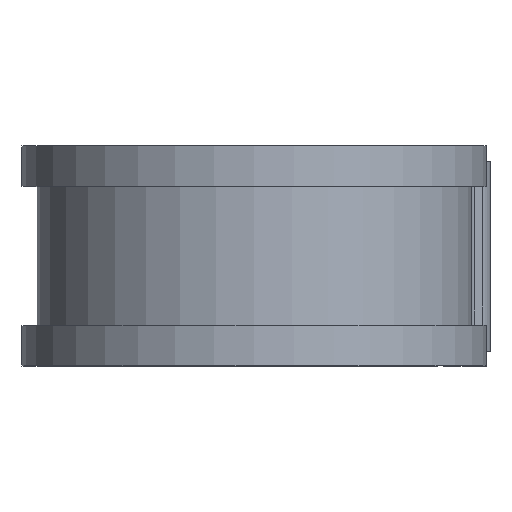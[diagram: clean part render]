
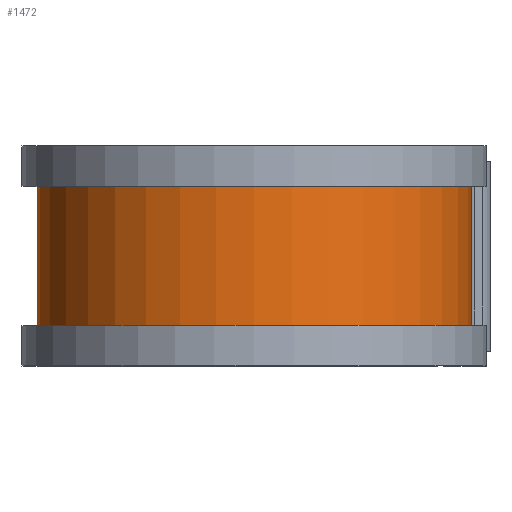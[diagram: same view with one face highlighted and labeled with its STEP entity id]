
A CAD part, top view. The second image highlights one B-rep face of the part: STEP entity #1472.
In plain terms, the highlighted cylindrical face has radius 21.793 mm (diameter 43.586 mm), a partial arc.
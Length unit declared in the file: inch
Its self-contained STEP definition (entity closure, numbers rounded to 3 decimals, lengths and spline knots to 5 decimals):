
#2 = LINE ( 'NONE', #372, #1457 ) ;
#55 = AXIS2_PLACEMENT_3D ( 'NONE', #1063, #1199, #98 ) ;
#98 = DIRECTION ( 'NONE',  ( 0., 0., -1. ) ) ;
#147 = ORIENTED_EDGE ( 'NONE', *, *, #722, .F. ) ;
#209 = CARTESIAN_POINT ( 'NONE',  ( 0., 0.275, -0.858 ) ) ;
#256 = CARTESIAN_POINT ( 'NONE',  ( 0.858, 0.275, 0. ) ) ;
#271 = EDGE_CURVE ( 'NONE', #1381, #1365, #925, .T. ) ;
#273 = DIRECTION ( 'NONE',  ( 0., -1., 0. ) ) ;
#290 = CARTESIAN_POINT ( 'NONE',  ( 0., 0.275, 0. ) ) ;
#292 = DIRECTION ( 'NONE',  ( 0., -1., 0. ) ) ;
#298 = DIRECTION ( 'NONE',  ( 0., 0., -1. ) ) ;
#311 = DIRECTION ( 'NONE',  ( 0., 0., -1. ) ) ;
#344 = DIRECTION ( 'NONE',  ( 0., -1., 0. ) ) ;
#372 = CARTESIAN_POINT ( 'NONE',  ( 0.858, 0.375, 0. ) ) ;
#523 = ORIENTED_EDGE ( 'NONE', *, *, #963, .T. ) ;
#565 = CARTESIAN_POINT ( 'NONE',  ( 0., -0.275, 0. ) ) ;
#598 = VERTEX_POINT ( 'NONE', #1348 ) ;
#628 = CARTESIAN_POINT ( 'NONE',  ( 0., -0.275, -0.858 ) ) ;
#722 = EDGE_CURVE ( 'NONE', #598, #1365, #865, .T. ) ;
#865 = CIRCLE ( 'NONE', #1656, 0.858 ) ;
#872 = VECTOR ( 'NONE', #1648, 39.37008 ) ;
#925 = LINE ( 'NONE', #1572, #872 ) ;
#953 = CYLINDRICAL_SURFACE ( 'NONE', #55, 0.858 ) ;
#963 = EDGE_CURVE ( 'NONE', #1621, #1381, #1098, .T. ) ;
#987 = EDGE_CURVE ( 'NONE', #1621, #598, #2, .T. ) ;
#996 = FACE_OUTER_BOUND ( 'NONE', #1707, .T. ) ;
#1063 = CARTESIAN_POINT ( 'NONE',  ( 0., 0.375, 0. ) ) ;
#1098 = CIRCLE ( 'NONE', #1507, 0.858 ) ;
#1199 = DIRECTION ( 'NONE',  ( 0., -1., 0. ) ) ;
#1311 = ORIENTED_EDGE ( 'NONE', *, *, #987, .F. ) ;
#1348 = CARTESIAN_POINT ( 'NONE',  ( 0.858, -0.275, 0. ) ) ;
#1365 = VERTEX_POINT ( 'NONE', #628 ) ;
#1381 = VERTEX_POINT ( 'NONE', #209 ) ;
#1457 = VECTOR ( 'NONE', #273, 39.37008 ) ;
#1472 = ADVANCED_FACE ( 'NONE', ( #996 ), #953, .T. ) ;
#1507 = AXIS2_PLACEMENT_3D ( 'NONE', #290, #292, #311 ) ;
#1572 = CARTESIAN_POINT ( 'NONE',  ( 0., 0.375, -0.858 ) ) ;
#1621 = VERTEX_POINT ( 'NONE', #256 ) ;
#1647 = ORIENTED_EDGE ( 'NONE', *, *, #271, .T. ) ;
#1648 = DIRECTION ( 'NONE',  ( 0., -1., 0. ) ) ;
#1656 = AXIS2_PLACEMENT_3D ( 'NONE', #565, #344, #298 ) ;
#1707 = EDGE_LOOP ( 'NONE', ( #1311, #523, #1647, #147 ) ) ;
